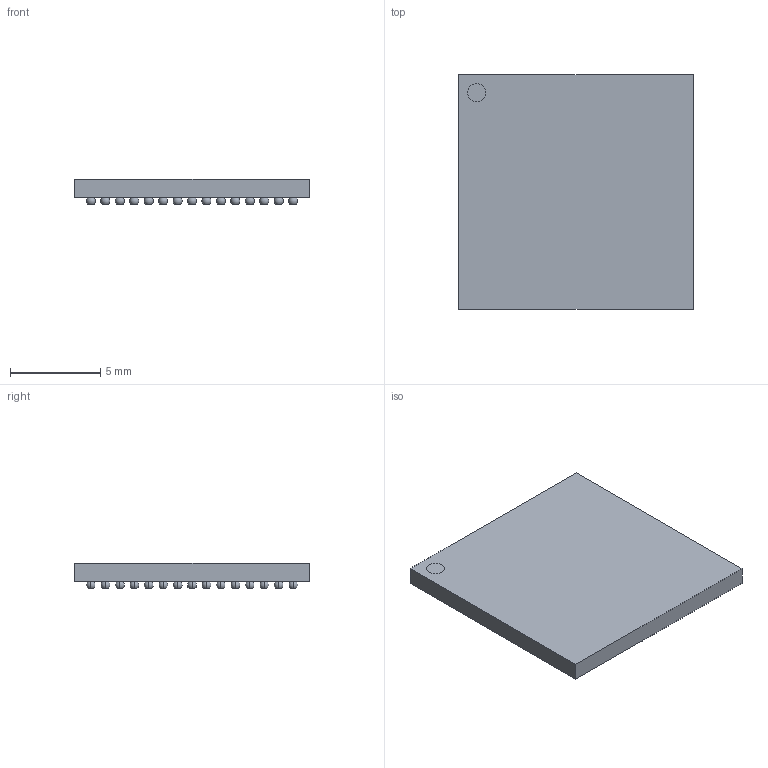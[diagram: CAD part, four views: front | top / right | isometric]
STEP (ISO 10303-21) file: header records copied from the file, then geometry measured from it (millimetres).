
FILE_DESCRIPTION((''),'2;1');
FILE_NAME('BGA225C80P15X15_1300X1300X140.stp','2012-01-11T14:01:22',(''),(''),'Mechanical Desktop 2011','Mechanical Desktop 2011',', , ');
FILE_SCHEMA(('AUTOMOTIVE_DESIGN { 1 2 10303 214 1 1 1 1 }'));
Length unit declared in the file: millimetre
Products named in the file (1): Product
Bounding box: 13 x 13 x 1.4 mm (x, y, z)
Volume: 182.9 mm3; surface area: 565.4 mm2
Topology: 227 solids, 227 shells, 913 faces, 1824 edges, 1366 vertices
Faces by surface type: plane 459, sphere 450, cylinder 4
Entity records: 25359 total; most frequent: DIRECTION 5460, CARTESIAN_POINT 4104, ORIENTED_EDGE 3648, AXIS2_PLACEMENT_3D 2722, EDGE_CURVE 1824, CIRCLE 1808, VERTEX_POINT 1366, EDGE_LOOP 914
